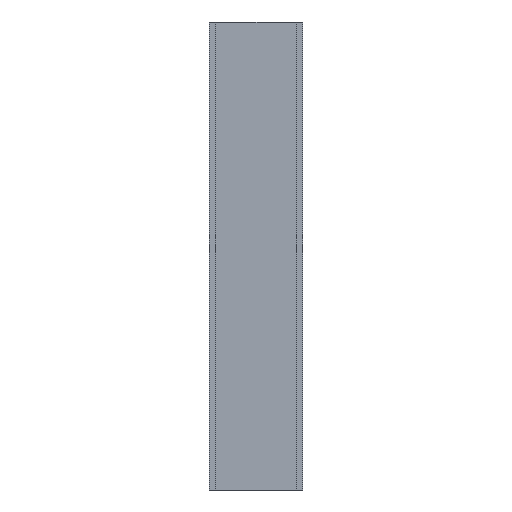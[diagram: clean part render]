
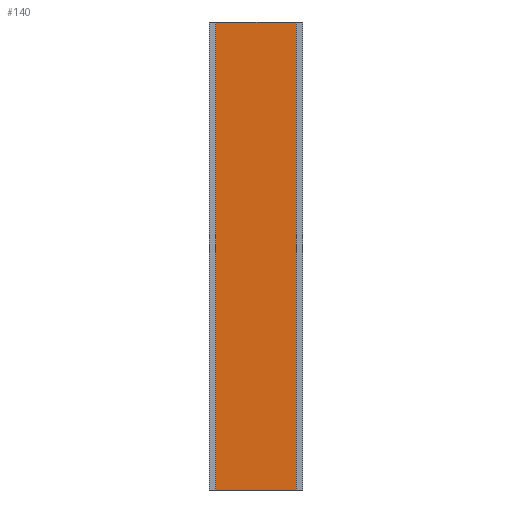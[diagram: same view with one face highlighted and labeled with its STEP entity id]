
A CAD part, left-side view. The second image highlights one B-rep face of the part: STEP entity #140.
In plain terms, the highlighted planar face has unit normal (-1, 0, 0).
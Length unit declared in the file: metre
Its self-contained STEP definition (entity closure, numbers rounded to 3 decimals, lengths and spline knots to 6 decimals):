
#44 = LINE ( 'NONE', #426, #224 ) ;
#46 = VERTEX_POINT ( 'NONE', #375 ) ;
#76 = DIRECTION ( 'NONE',  ( 1., 0., 0. ) ) ;
#85 = DIRECTION ( 'NONE',  ( 0., 0., -1. ) ) ;
#88 = VERTEX_POINT ( 'NONE', #367 ) ;
#92 = LINE ( 'NONE', #446, #171 ) ;
#118 = EDGE_CURVE ( 'NONE', #88, #46, #378, .T. ) ;
#119 = EDGE_CURVE ( 'NONE', #122, #170, #44, .T. ) ;
#122 = VERTEX_POINT ( 'NONE', #143 ) ;
#126 = EDGE_CURVE ( 'NONE', #46, #170, #243, .T. ) ;
#135 = ORIENTED_EDGE ( 'NONE', *, *, #374, .T. ) ;
#140 = ADVANCED_FACE ( 'NONE', ( #182 ), #298, .F. ) ;
#143 = CARTESIAN_POINT ( 'NONE',  ( -0.005164, 0.074715, 0. ) ) ;
#145 = ORIENTED_EDGE ( 'NONE', *, *, #126, .F. ) ;
#170 = VERTEX_POINT ( 'NONE', #427 ) ;
#171 = VECTOR ( 'NONE', #267, 1. ) ;
#182 = FACE_OUTER_BOUND ( 'NONE', #262, .T. ) ;
#215 = CARTESIAN_POINT ( 'NONE',  ( -0.005164, 0.074715, 0.5 ) ) ;
#224 = VECTOR ( 'NONE', #366, 1. ) ;
#243 = LINE ( 'NONE', #391, #465 ) ;
#262 = EDGE_LOOP ( 'NONE', ( #385, #145, #354, #135 ) ) ;
#267 = DIRECTION ( 'NONE',  ( 0., 0., -1. ) ) ;
#273 = DIRECTION ( 'NONE',  ( 0., -1., 0. ) ) ;
#298 = PLANE ( 'NONE',  #329 ) ;
#329 = AXIS2_PLACEMENT_3D ( 'NONE', #215, #76, #459 ) ;
#331 = VECTOR ( 'NONE', #273, 1. ) ;
#354 = ORIENTED_EDGE ( 'NONE', *, *, #118, .F. ) ;
#366 = DIRECTION ( 'NONE',  ( 0., -1., 0. ) ) ;
#367 = CARTESIAN_POINT ( 'NONE',  ( -0.005164, 0.074715, 0.5 ) ) ;
#374 = EDGE_CURVE ( 'NONE', #88, #122, #92, .T. ) ;
#375 = CARTESIAN_POINT ( 'NONE',  ( -0.005164, -0.010885, 0.5 ) ) ;
#378 = LINE ( 'NONE', #461, #331 ) ;
#385 = ORIENTED_EDGE ( 'NONE', *, *, #119, .T. ) ;
#391 = CARTESIAN_POINT ( 'NONE',  ( -0.005164, -0.010885, 0.5 ) ) ;
#426 = CARTESIAN_POINT ( 'NONE',  ( -0.005164, 0.074715, 0. ) ) ;
#427 = CARTESIAN_POINT ( 'NONE',  ( -0.005164, -0.010885, 0. ) ) ;
#446 = CARTESIAN_POINT ( 'NONE',  ( -0.005164, 0.074715, 0.5 ) ) ;
#459 = DIRECTION ( 'NONE',  ( 0., 1., 0. ) ) ;
#461 = CARTESIAN_POINT ( 'NONE',  ( -0.005164, 0.074715, 0.5 ) ) ;
#465 = VECTOR ( 'NONE', #85, 1. ) ;
